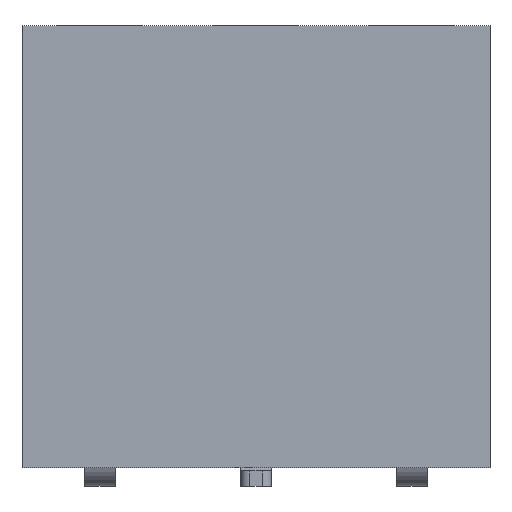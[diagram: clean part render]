
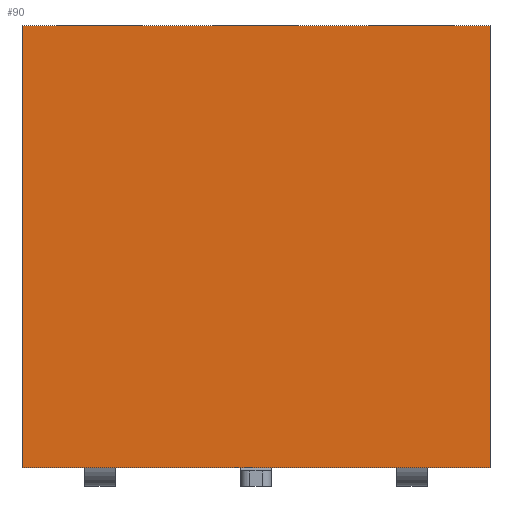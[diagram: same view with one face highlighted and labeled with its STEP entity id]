
A CAD part, front view. The second image highlights one B-rep face of the part: STEP entity #90.
In plain terms, the highlighted planar face has unit normal (0, -1, 0).
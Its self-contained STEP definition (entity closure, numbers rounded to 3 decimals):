
#90=ADVANCED_FACE('',(#244),#174,.T.);
#174=PLANE('',#1649);
#244=FACE_OUTER_BOUND('',#331,.T.);
#331=EDGE_LOOP('',(#472,#473,#474,#475));
#472=ORIENTED_EDGE('',*,*,#1069,.T.);
#473=ORIENTED_EDGE('',*,*,#1065,.T.);
#474=ORIENTED_EDGE('',*,*,#1070,.F.);
#475=ORIENTED_EDGE('',*,*,#1071,.T.);
#914=VERTEX_POINT('',#2289);
#915=VERTEX_POINT('',#2290);
#918=VERTEX_POINT('',#2298);
#919=VERTEX_POINT('',#2300);
#1065=EDGE_CURVE('',#914,#915,#1293,.T.);
#1069=EDGE_CURVE('',#918,#914,#1297,.T.);
#1070=EDGE_CURVE('',#919,#915,#1298,.T.);
#1071=EDGE_CURVE('',#919,#918,#1299,.T.);
#1293=LINE('',#2288,#1493);
#1297=LINE('',#2297,#1497);
#1298=LINE('',#2299,#1498);
#1299=LINE('',#2301,#1499);
#1493=VECTOR('',#1822,1.);
#1497=VECTOR('',#1828,1.);
#1498=VECTOR('',#1829,1.);
#1499=VECTOR('',#1830,1.);
#1649=AXIS2_PLACEMENT_3D('',#2302,#1831,#1832);
#1822=DIRECTION('',(-1.,0.,0.));
#1828=DIRECTION('',(0.,0.,1.));
#1829=DIRECTION('',(0.,0.,1.));
#1830=DIRECTION('',(1.,0.,0.));
#1831=DIRECTION('',(0.,-1.,0.));
#1832=DIRECTION('',(0.,0.,-1.));
#2288=CARTESIAN_POINT('',(3.81,0.,7.2));
#2289=CARTESIAN_POINT('',(7.62,0.,7.2));
#2290=CARTESIAN_POINT('',(0.,0.,7.2));
#2297=CARTESIAN_POINT('',(7.62,0.,0.));
#2298=CARTESIAN_POINT('',(7.62,0.,0.));
#2299=CARTESIAN_POINT('',(0.,0.,0.));
#2300=CARTESIAN_POINT('',(0.,0.,0.));
#2301=CARTESIAN_POINT('',(3.81,0.,0.));
#2302=CARTESIAN_POINT('',(3.81,0.,0.));
